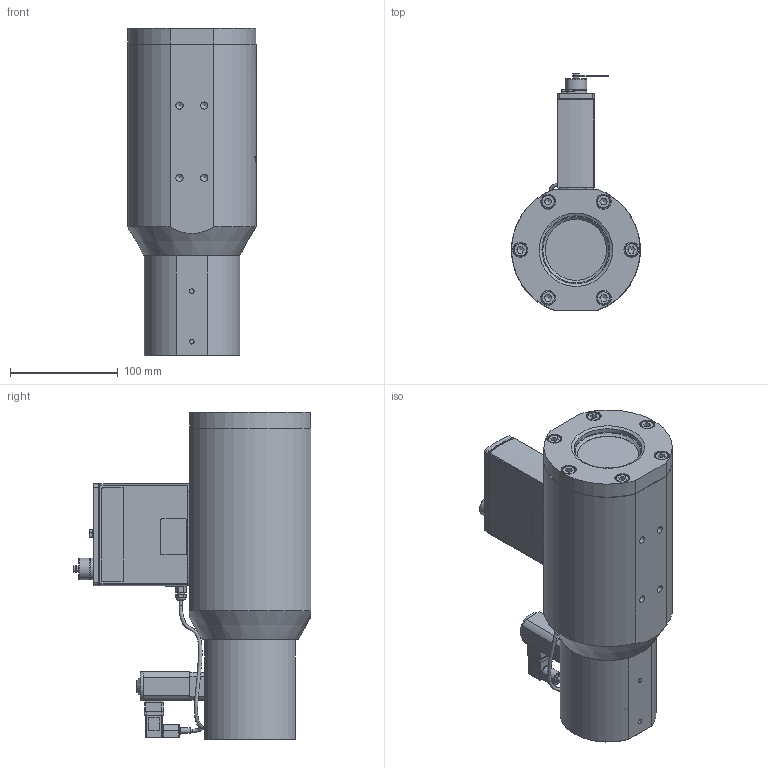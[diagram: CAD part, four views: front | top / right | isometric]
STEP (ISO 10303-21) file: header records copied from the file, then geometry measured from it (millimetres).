
FILE_DESCRIPTION(/* description */ (''),/* implementation_level */ '2;1');
FILE_NAME(/* name */ '714025.stp',/* time_stamp */ '2020-04-09T12:18:56+02:00',/* author */ ('J-Wiggers'),/* organization */ (''),/* preprocessor_version */ 'ST-DEVELOPER v17',/* originating_system */ 'Autodesk Inventor 2018',/* authorisation */ '');
FILE_SCHEMA (('AUTOMOTIVE_DESIGN { 1 0 10303 214 3 1 1 }'));
Length unit declared in the file: millimetre
Products named in the file (1): 711607_Shrinkwrap_2
Bounding box: 119.3 x 220.2 x 303.7 mm (x, y, z)
Volume: 3114330.3 mm3; surface area: 185099.3 mm2
Topology: 1 solids, 1 shells, 594 faces, 1574 edges, 1059 vertices
Faces by surface type: plane 324, cylinder 164, cone 38, bspline 36, torus 26, sphere 6
Full cylindrical faces by diameter (mm): 3 x7, 3.3 x3, 3.75 x2, 4 x1, 4.134 x2, 5 x1, 5.5 x3, 6 x5, 6.2 x1, 6.647 x4, 7 x1, 8 x6, 8.3 x1, 8.5 x7, 8.8 x1, 10 x7, 11 x7, 13 x6, 14 x6, 18 x1, 20 x2, 27 x1, 34 x1, 56.6 x1, 63 x1
Entity records: 20801 total; most frequent: CARTESIAN_POINT 5521, ORIENTED_EDGE 3096, DIRECTION 3081, EDGE_CURVE 1548, AXIS2_PLACEMENT_3D 1175, VERTEX_POINT 1059, LINE 731, VECTOR 731
